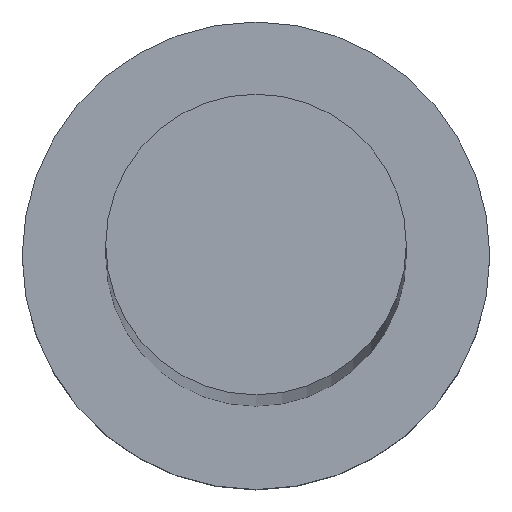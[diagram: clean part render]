
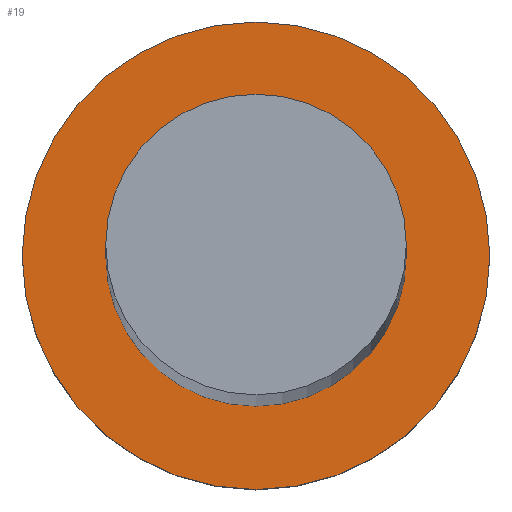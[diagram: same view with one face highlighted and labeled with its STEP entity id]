
A CAD part, top view. The second image highlights one B-rep face of the part: STEP entity #19.
In plain terms, the highlighted planar face has unit normal (0, 0, 1).
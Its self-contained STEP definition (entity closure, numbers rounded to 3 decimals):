
#12 = AXIS2_PLACEMENT_3D ( 'NONE', #64, #127, #193 ) ;
#13 = EDGE_LOOP ( 'NONE', ( #112, #22 ) ) ;
#19 = ADVANCED_FACE ( 'NONE', ( #46, #196 ), #79, .T. ) ;
#22 = ORIENTED_EDGE ( 'NONE', *, *, #243, .F. ) ;
#27 = CARTESIAN_POINT ( 'NONE',  ( 4.5, 0., 6.5 ) ) ;
#29 = CIRCLE ( 'NONE', #12, 4.5 ) ;
#34 = AXIS2_PLACEMENT_3D ( 'NONE', #241, #68, #88 ) ;
#44 = AXIS2_PLACEMENT_3D ( 'NONE', #236, #175, #104 ) ;
#46 = FACE_BOUND ( 'NONE', #13, .T. ) ;
#52 = CIRCLE ( 'NONE', #186, 7. ) ;
#64 = CARTESIAN_POINT ( 'NONE',  ( 0., 0., 6.5 ) ) ;
#68 = DIRECTION ( 'NONE',  ( 0., 0., 1. ) ) ;
#74 = DIRECTION ( 'NONE',  ( 0., 0., 1. ) ) ;
#79 = PLANE ( 'NONE',  #34 ) ;
#88 = DIRECTION ( 'NONE',  ( 1., 0., 0. ) ) ;
#90 = DIRECTION ( 'NONE',  ( 0., 0., 1. ) ) ;
#94 = ORIENTED_EDGE ( 'NONE', *, *, #220, .T. ) ;
#104 = DIRECTION ( 'NONE',  ( 1., 0., 0. ) ) ;
#110 = AXIS2_PLACEMENT_3D ( 'NONE', #225, #74, #228 ) ;
#112 = ORIENTED_EDGE ( 'NONE', *, *, #130, .F. ) ;
#113 = CARTESIAN_POINT ( 'NONE',  ( -7., 0., 6.5 ) ) ;
#127 = DIRECTION ( 'NONE',  ( 0., 0., 1. ) ) ;
#130 = EDGE_CURVE ( 'NONE', #206, #146, #29, .T. ) ;
#136 = CIRCLE ( 'NONE', #110, 4.5 ) ;
#137 = EDGE_CURVE ( 'NONE', #164, #202, #177, .T. ) ;
#146 = VERTEX_POINT ( 'NONE', #27 ) ;
#150 = CARTESIAN_POINT ( 'NONE',  ( 0., 0., 6.5 ) ) ;
#157 = CARTESIAN_POINT ( 'NONE',  ( 7., 0., 6.5 ) ) ;
#164 = VERTEX_POINT ( 'NONE', #157 ) ;
#175 = DIRECTION ( 'NONE',  ( 0., 0., 1. ) ) ;
#177 = CIRCLE ( 'NONE', #44, 7. ) ;
#182 = DIRECTION ( 'NONE',  ( 1., 0., 0. ) ) ;
#186 = AXIS2_PLACEMENT_3D ( 'NONE', #150, #90, #182 ) ;
#193 = DIRECTION ( 'NONE',  ( 1., 0., 0. ) ) ;
#196 = FACE_OUTER_BOUND ( 'NONE', #245, .T. ) ;
#202 = VERTEX_POINT ( 'NONE', #113 ) ;
#205 = ORIENTED_EDGE ( 'NONE', *, *, #137, .T. ) ;
#206 = VERTEX_POINT ( 'NONE', #244 ) ;
#220 = EDGE_CURVE ( 'NONE', #202, #164, #52, .T. ) ;
#225 = CARTESIAN_POINT ( 'NONE',  ( 0., 0., 6.5 ) ) ;
#228 = DIRECTION ( 'NONE',  ( 1., 0., 0. ) ) ;
#236 = CARTESIAN_POINT ( 'NONE',  ( 0., 0., 6.5 ) ) ;
#241 = CARTESIAN_POINT ( 'NONE',  ( 0., 0., 6.5 ) ) ;
#243 = EDGE_CURVE ( 'NONE', #146, #206, #136, .T. ) ;
#244 = CARTESIAN_POINT ( 'NONE',  ( -4.5, 0., 6.5 ) ) ;
#245 = EDGE_LOOP ( 'NONE', ( #94, #205 ) ) ;
